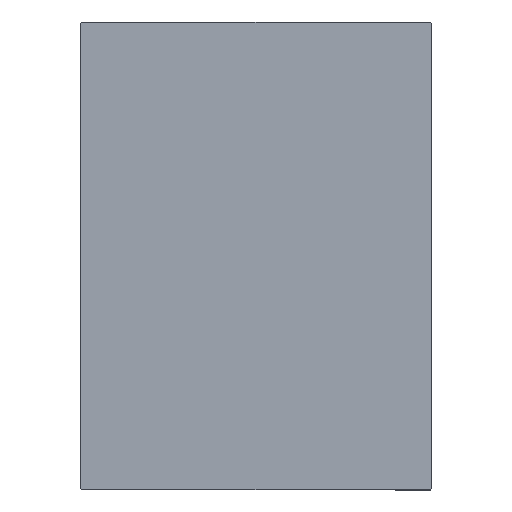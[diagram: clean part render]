
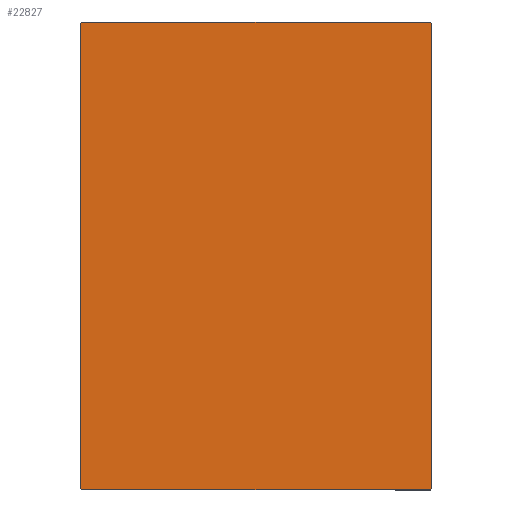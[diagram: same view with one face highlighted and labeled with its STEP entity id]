
A CAD part, left-side view. The second image highlights one B-rep face of the part: STEP entity #22827.
In plain terms, the highlighted face is planar.
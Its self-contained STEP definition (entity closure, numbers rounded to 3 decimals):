
#418 = CARTESIAN_POINT ( 'NONE',  ( 153., -37.2, -50. ) ) ;
#1563 = VERTEX_POINT ( 'NONE', #24530 ) ;
#3331 = CARTESIAN_POINT ( 'NONE',  ( 153., 37.5, -49.7 ) ) ;
#3756 = VECTOR ( 'NONE', #34982, 1000. ) ;
#5014 = CARTESIAN_POINT ( 'NONE',  ( 153., 43.6, 43.6 ) ) ;
#5260 = DIRECTION ( 'NONE',  ( 0., 0., 1. ) ) ;
#7207 = VERTEX_POINT ( 'NONE', #42229 ) ;
#7225 = VERTEX_POINT ( 'NONE', #3331 ) ;
#7489 = ORIENTED_EDGE ( 'NONE', *, *, #20396, .T. ) ;
#8386 = ORIENTED_EDGE ( 'NONE', *, *, #39162, .T. ) ;
#9191 = VERTEX_POINT ( 'NONE', #418 ) ;
#9210 = DIRECTION ( 'NONE',  ( 0., 0., -1. ) ) ;
#9604 = ORIENTED_EDGE ( 'NONE', *, *, #32173, .T. ) ;
#9872 = CARTESIAN_POINT ( 'NONE',  ( 153., 37.5, 50. ) ) ;
#10263 = DIRECTION ( 'NONE',  ( 0., -0.707, -0.707 ) ) ;
#11181 = LINE ( 'NONE', #22100, #23303 ) ;
#13203 = EDGE_CURVE ( 'NONE', #1563, #34809, #15974, .T. ) ;
#13521 = ORIENTED_EDGE ( 'NONE', *, *, #40283, .T. ) ;
#15454 = VECTOR ( 'NONE', #9210, 1000. ) ;
#15974 = LINE ( 'NONE', #33896, #15454 ) ;
#16495 = CARTESIAN_POINT ( 'NONE',  ( 153., 43.6, -43.6 ) ) ;
#16731 = CARTESIAN_POINT ( 'NONE',  ( 153., 37.2, 50. ) ) ;
#17087 = CARTESIAN_POINT ( 'NONE',  ( 153., 0., 0. ) ) ;
#18198 = LINE ( 'NONE', #21455, #27638 ) ;
#18881 = VECTOR ( 'NONE', #10263, 1000. ) ;
#20322 = LINE ( 'NONE', #5014, #3756 ) ;
#20392 = VECTOR ( 'NONE', #27198, 1000. ) ;
#20396 = EDGE_CURVE ( 'NONE', #28195, #7225, #27898, .T. ) ;
#21455 = CARTESIAN_POINT ( 'NONE',  ( 153., -43.6, -43.6 ) ) ;
#22100 = CARTESIAN_POINT ( 'NONE',  ( 153., -37.5, -50. ) ) ;
#22827 = ADVANCED_FACE ( 'NONE', ( #28031 ), #45480, .T. ) ;
#23303 = VECTOR ( 'NONE', #39562, 1000. ) ;
#24215 = CARTESIAN_POINT ( 'NONE',  ( 153., -43.6, 43.6 ) ) ;
#24296 = DIRECTION ( 'NONE',  ( 0., -1., 0. ) ) ;
#24530 = CARTESIAN_POINT ( 'NONE',  ( 153., -37.5, 49.7 ) ) ;
#25011 = VERTEX_POINT ( 'NONE', #16731 ) ;
#25379 = CARTESIAN_POINT ( 'NONE',  ( 153., -37.5, -49.7 ) ) ;
#26840 = ORIENTED_EDGE ( 'NONE', *, *, #34936, .T. ) ;
#27198 = DIRECTION ( 'NONE',  ( 0., 0.707, 0.707 ) ) ;
#27638 = VECTOR ( 'NONE', #36108, 1000. ) ;
#27898 = LINE ( 'NONE', #16495, #20392 ) ;
#28031 = FACE_OUTER_BOUND ( 'NONE', #34698, .T. ) ;
#28193 = LINE ( 'NONE', #24215, #18881 ) ;
#28195 = VERTEX_POINT ( 'NONE', #41083 ) ;
#28439 = VECTOR ( 'NONE', #5260, 1000. ) ;
#30230 = VERTEX_POINT ( 'NONE', #33711 ) ;
#31645 = ORIENTED_EDGE ( 'NONE', *, *, #13203, .T. ) ;
#32173 = EDGE_CURVE ( 'NONE', #7225, #7207, #44837, .T. ) ;
#33711 = CARTESIAN_POINT ( 'NONE',  ( 153., -37.2, 50. ) ) ;
#33896 = CARTESIAN_POINT ( 'NONE',  ( 153., -37.5, 50. ) ) ;
#34698 = EDGE_LOOP ( 'NONE', ( #26840, #7489, #9604, #38384, #8386, #42151, #31645, #13521 ) ) ;
#34716 = EDGE_CURVE ( 'NONE', #30230, #1563, #28193, .T. ) ;
#34809 = VERTEX_POINT ( 'NONE', #25379 ) ;
#34936 = EDGE_CURVE ( 'NONE', #9191, #28195, #11181, .T. ) ;
#34982 = DIRECTION ( 'NONE',  ( 0., -0.707, 0.707 ) ) ;
#35238 = DIRECTION ( 'NONE',  ( 1., 0., 0. ) ) ;
#36108 = DIRECTION ( 'NONE',  ( 0., 0.707, -0.707 ) ) ;
#37968 = EDGE_CURVE ( 'NONE', #7207, #25011, #20322, .T. ) ;
#38384 = ORIENTED_EDGE ( 'NONE', *, *, #37968, .T. ) ;
#39162 = EDGE_CURVE ( 'NONE', #25011, #30230, #45956, .T. ) ;
#39562 = DIRECTION ( 'NONE',  ( 0., 1., 0. ) ) ;
#40211 = VECTOR ( 'NONE', #24296, 1000. ) ;
#40283 = EDGE_CURVE ( 'NONE', #34809, #9191, #18198, .T. ) ;
#41083 = CARTESIAN_POINT ( 'NONE',  ( 153., 37.2, -50. ) ) ;
#41112 = CARTESIAN_POINT ( 'NONE',  ( 153., 37.5, -50. ) ) ;
#41986 = DIRECTION ( 'NONE',  ( 0., 0., -1. ) ) ;
#42151 = ORIENTED_EDGE ( 'NONE', *, *, #34716, .T. ) ;
#42229 = CARTESIAN_POINT ( 'NONE',  ( 153., 37.5, 49.7 ) ) ;
#44239 = AXIS2_PLACEMENT_3D ( 'NONE', #17087, #35238, #41986 ) ;
#44837 = LINE ( 'NONE', #41112, #28439 ) ;
#45480 = PLANE ( 'NONE',  #44239 ) ;
#45956 = LINE ( 'NONE', #9872, #40211 ) ;
